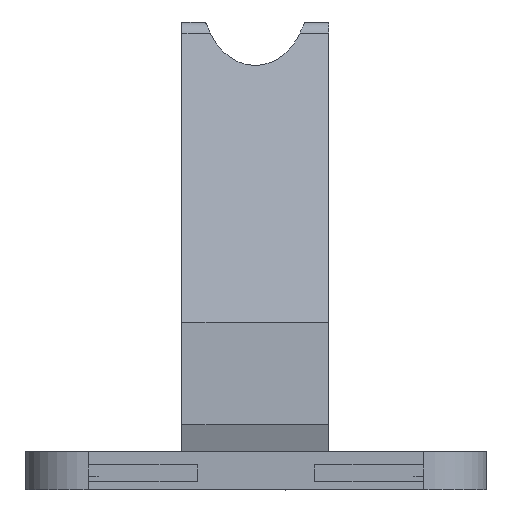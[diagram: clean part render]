
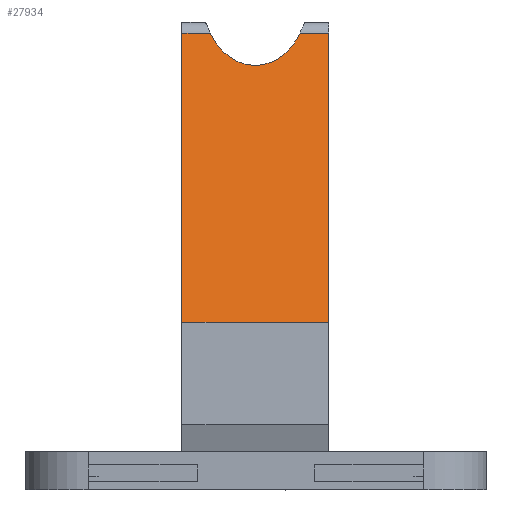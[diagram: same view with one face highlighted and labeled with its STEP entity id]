
A CAD part, front view. The second image highlights one B-rep face of the part: STEP entity #27934.
In plain terms, the highlighted planar face has unit normal (0, -0.965, 0.264).
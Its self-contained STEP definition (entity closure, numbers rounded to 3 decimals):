
#3161=ELLIPSE('',#28512,15.616,12.25);
#4541=FACE_OUTER_BOUND('',#6139,.T.);
#6139=EDGE_LOOP('',(#25120,#25121,#25122,#25123,#25124,#25125));
#6304=LINE('',#31981,#8481);
#6337=LINE('',#32062,#8514);
#8082=LINE('',#52325,#10259);
#8341=LINE('',#55040,#10518);
#8342=LINE('',#55041,#10519);
#8481=VECTOR('',#28665,10.);
#8514=VECTOR('',#28714,10.);
#10259=VECTOR('',#31309,10.);
#10518=VECTOR('',#31698,10.);
#10519=VECTOR('',#31699,10.);
#10658=VERTEX_POINT('',#31978);
#10659=VERTEX_POINT('',#31980);
#10686=VERTEX_POINT('',#32048);
#10687=VERTEX_POINT('',#32061);
#12918=VERTEX_POINT('',#52310);
#13245=VERTEX_POINT('',#55039);
#13461=EDGE_CURVE('',#10658,#10659,#6304,.F.);
#13496=EDGE_CURVE('',#10686,#10687,#6337,.T.);
#16835=EDGE_CURVE('',#10686,#12918,#3161,.T.);
#16836=EDGE_CURVE('',#10659,#12918,#8082,.T.);
#17329=EDGE_CURVE('',#13245,#10658,#8341,.F.);
#17330=EDGE_CURVE('',#10687,#13245,#8342,.F.);
#25120=ORIENTED_EDGE('',*,*,#13461,.F.);
#25121=ORIENTED_EDGE('',*,*,#17329,.F.);
#25122=ORIENTED_EDGE('',*,*,#17330,.F.);
#25123=ORIENTED_EDGE('',*,*,#13496,.F.);
#25124=ORIENTED_EDGE('',*,*,#16835,.T.);
#25125=ORIENTED_EDGE('',*,*,#16836,.F.);
#26526=PLANE('',#28578);
#27934=ADVANCED_FACE('',(#4541),#26526,.T.);
#28512=AXIS2_PLACEMENT_3D('',#52323,#31305,#31306);
#28578=AXIS2_PLACEMENT_3D('',#55038,#31696,#31697);
#28665=DIRECTION('',(0.,-0.264,-0.965));
#28714=DIRECTION('',(1.,0.,0.));
#31305=DIRECTION('center_axis',(0.,0.965,
-0.264));
#31306=DIRECTION('ref_axis',(0.,-0.264,-0.965));
#31309=DIRECTION('',(1.,0.,0.));
#31696=DIRECTION('center_axis',(0.,-0.965,
0.264));
#31697=DIRECTION('ref_axis',(0.,-0.264,-0.965));
#31698=DIRECTION('',(1.,0.,0.));
#31699=DIRECTION('',(0.,0.264,0.965));
#31978=CARTESIAN_POINT('',(-196.108,-251.272,40.143));
#31980=CARTESIAN_POINT('',(-196.108,-232.389,109.177));
#31981=CARTESIAN_POINT('',(-196.108,-236.02,95.904));
#32048=CARTESIAN_POINT('',(-167.914,-232.389,109.177));
#32061=CARTESIAN_POINT('',(-161.108,-232.389,109.177));
#32062=CARTESIAN_POINT('',(-178.608,-232.389,109.177));
#52310=CARTESIAN_POINT('',(-189.301,-232.389,109.177));
#52323=CARTESIAN_POINT('Origin',(-178.608,-230.379,116.525));
#52325=CARTESIAN_POINT('',(-178.608,-232.389,109.177));
#55038=CARTESIAN_POINT('Origin',(-178.608,-231.192,113.554));
#55039=CARTESIAN_POINT('',(-161.108,-251.272,40.143));
#55040=CARTESIAN_POINT('',(-169.858,-251.272,40.143));
#55041=CARTESIAN_POINT('',(-161.108,-236.02,95.904));
